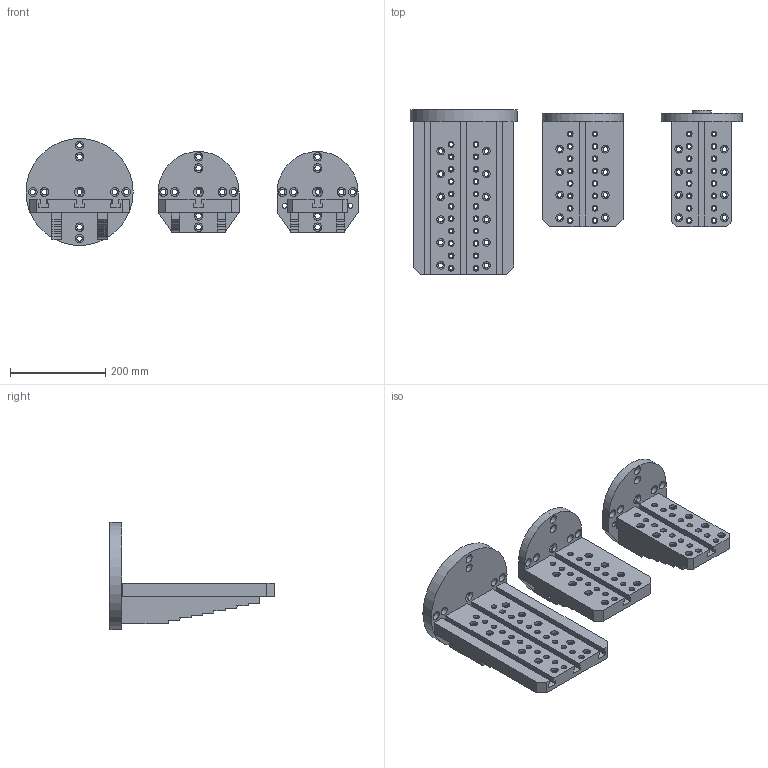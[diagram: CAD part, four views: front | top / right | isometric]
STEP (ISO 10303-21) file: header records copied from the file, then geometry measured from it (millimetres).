
FILE_DESCRIPTION(/* description */ (''),/* implementation_level */ '2;1');
FILE_NAME(/* name */ '',/* time_stamp */ '2023-10-06T15:54:57+08:00',/* author */ (''),/* organization */ (''),/* preprocessor_version */ 'ST-DEVELOPER v11',/* originating_system */ 'SIEMENS PLM Software NX 7.0',/* authorisation */ '');
FILE_SCHEMA (('CONFIG_CONTROL_DESIGN'));
Length unit declared in the file: millimetre
Products named in the file (1): Admi101Bxz0o
Bounding box: 697.5 x 345 x 225 mm (x, y, z)
Volume: 5479674.9 mm3; surface area: 959677 mm2
Topology: 13 solids, 13 shells, 996 faces, 2545 edges, 1766 vertices
Faces by surface type: cylinder 492, plane 419, cone 84, torus 1
Full cylindrical faces by diameter (mm): 4.2 x4, 5 x6, 5.5 x2, 6.7 x32, 8 x116, 8.5 x18, 10 x101, 10.5 x3, 11 x24, 12 x54, 16 x40, 18 x44, 40 x1, 70 x4, 225 x1
Entity records: 26282 total; most frequent: DIRECTION 4659, CARTESIAN_POINT 4398, ORIENTED_EDGE 3320, EDGE_LOOP 2129, AXIS2_PLACEMENT_3D 2016, FACE_BOUND 1988, EDGE_CURVE 1660, VERTEX_POINT 1467
